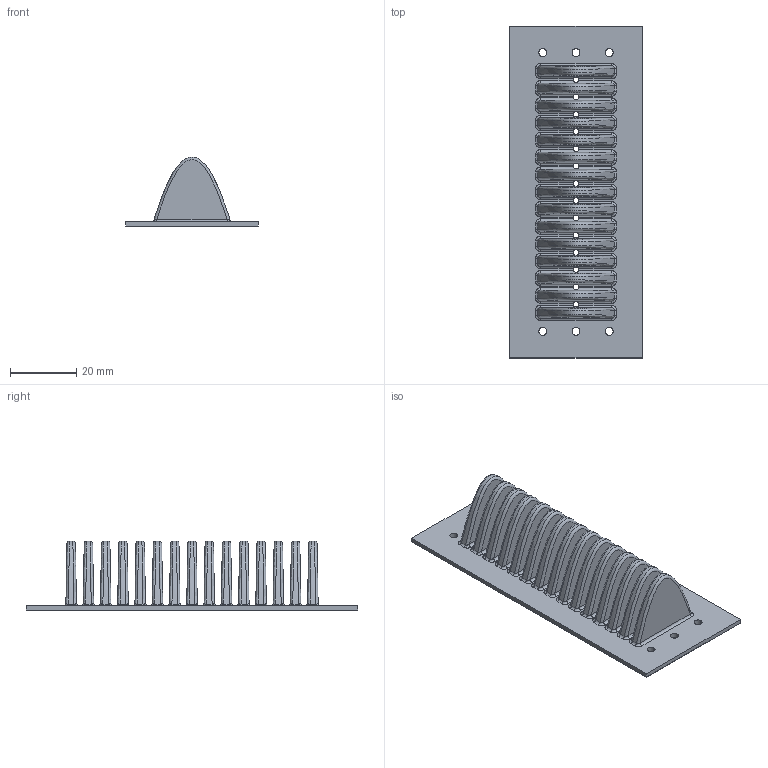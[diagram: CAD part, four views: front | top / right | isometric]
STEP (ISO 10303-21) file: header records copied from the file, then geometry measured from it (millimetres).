
FILE_DESCRIPTION (( 'STEP AP203' ), '1' );
FILE_NAME ('SB_Tymo.STEP', '2021-03-31T08:24:17', ( '' ), ( '' ), 'SwSTEP 2.0', 'SolidWorks 2020', '' );
FILE_SCHEMA (( 'CONFIG_CONTROL_DESIGN' ));
Length unit declared in the file: millimetre
Products named in the file (1): SB_Tymo
Bounding box: 40 x 100 x 21 mm (x, y, z)
Volume: 19010.4 mm3; surface area: 17947.1 mm2
Topology: 1 solids, 1 shells, 271 faces, 700 edges, 420 vertices
Faces by surface type: cylinder 116, bspline 105, plane 42, torus 8
Entity records: 17855 total; most frequent: CARTESIAN_POINT 11769, ORIENTED_EDGE 1400, DIRECTION 1082, EDGE_CURVE 700, AXIS2_PLACEMENT_3D 427, VERTEX_POINT 420, EDGE_LOOP 300, FACE_OUTER_BOUND 271
